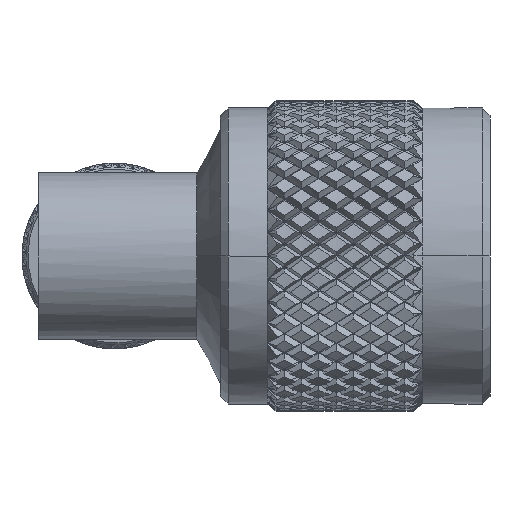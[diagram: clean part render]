
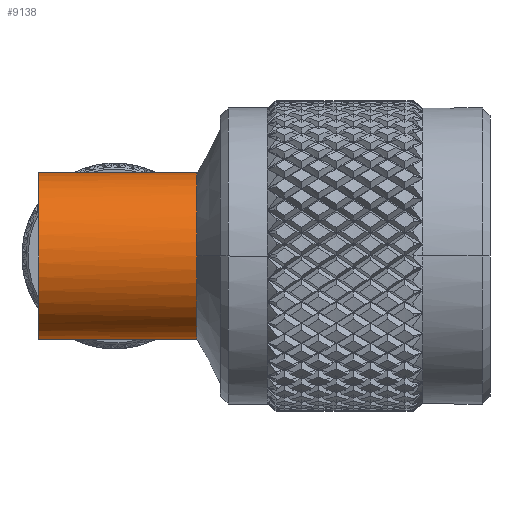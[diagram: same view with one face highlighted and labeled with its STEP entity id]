
A CAD part, left-side view. The second image highlights one B-rep face of the part: STEP entity #9138.
In plain terms, the highlighted cylindrical face has radius 5.395 mm (diameter 10.79 mm), a partial arc.
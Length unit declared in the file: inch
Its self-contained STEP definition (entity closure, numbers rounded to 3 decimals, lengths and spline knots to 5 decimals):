
#955 = EDGE_CURVE ( 'NONE', #12087, #12682, #96589, .T. ) ;
#6369 = VERTEX_POINT ( 'NONE', #112778 ) ;
#9138 = ADVANCED_FACE ( 'NONE', ( #14960 ), #105610, .T. ) ;
#12087 = VERTEX_POINT ( 'NONE', #108803 ) ;
#12106 = EDGE_CURVE ( 'NONE', #87321, #13796, #103399, .T. ) ;
#12682 = VERTEX_POINT ( 'NONE', #143454 ) ;
#13482 = CARTESIAN_POINT ( 'NONE',  ( 0.05962, 0., -0.21241 ) ) ;
#13796 = VERTEX_POINT ( 'NONE', #124771 ) ;
#14128 = AXIS2_PLACEMENT_3D ( 'NONE', #83138, #143545, #72707 ) ;
#14232 = DIRECTION ( 'NONE',  ( 1., 0., 0. ) ) ;
#14960 = FACE_OUTER_BOUND ( 'NONE', #89056, .T. ) ;
#23166 = CARTESIAN_POINT ( 'NONE',  ( 0.46208, 0., 0. ) ) ;
#23273 = EDGE_CURVE ( 'NONE', #6369, #12087, #71143, .T. ) ;
#27372 = ORIENTED_EDGE ( 'NONE', *, *, #955, .T. ) ;
#27613 = DIRECTION ( 'NONE',  ( 0., 0., 1. ) ) ;
#32743 = CARTESIAN_POINT ( 'NONE',  ( 0.05962, 0., 0. ) ) ;
#36018 = DIRECTION ( 'NONE',  ( -1., 0., 0. ) ) ;
#37940 = CARTESIAN_POINT ( 'NONE',  ( 0.05962, -0.13037, 0.16769 ) ) ;
#39684 = VECTOR ( 'NONE', #14232, 39.37008 ) ;
#44080 = DIRECTION ( 'NONE',  ( -1., 0., 0. ) ) ;
#67047 = ORIENTED_EDGE ( 'NONE', *, *, #12106, .F. ) ;
#71143 = LINE ( 'NONE', #87081, #39684 ) ;
#72707 = DIRECTION ( 'NONE',  ( 0., 0., 1. ) ) ;
#83138 = CARTESIAN_POINT ( 'NONE',  ( -5.70743, 0., 0. ) ) ;
#85286 = CIRCLE ( 'NONE', #131139, 0.21241 ) ;
#87081 = CARTESIAN_POINT ( 'NONE',  ( 0.05962, 0.13037, 0.16769 ) ) ;
#87321 = VERTEX_POINT ( 'NONE', #13482 ) ;
#89056 = EDGE_LOOP ( 'NONE', ( #27372, #122596, #67047, #108891, #103211 ) ) ;
#96589 = CIRCLE ( 'NONE', #126400, 0.21241 ) ;
#103211 = ORIENTED_EDGE ( 'NONE', *, *, #23273, .T. ) ;
#103399 = CIRCLE ( 'NONE', #150086, 0.21241 ) ;
#105610 = CYLINDRICAL_SURFACE ( 'NONE', #14128, 0.21241 ) ;
#108803 = CARTESIAN_POINT ( 'NONE',  ( 0.46208, 0.13037, 0.16769 ) ) ;
#108891 = ORIENTED_EDGE ( 'NONE', *, *, #148536, .F. ) ;
#111577 = VECTOR ( 'NONE', #143959, 39.37008 ) ;
#112778 = CARTESIAN_POINT ( 'NONE',  ( 0.05962, 0.13037, 0.16769 ) ) ;
#122596 = ORIENTED_EDGE ( 'NONE', *, *, #144836, .F. ) ;
#124771 = CARTESIAN_POINT ( 'NONE',  ( 0.05962, -0.13037, 0.16769 ) ) ;
#126400 = AXIS2_PLACEMENT_3D ( 'NONE', #23166, #36018, #130625 ) ;
#130625 = DIRECTION ( 'NONE',  ( 0., 0., 1. ) ) ;
#131139 = AXIS2_PLACEMENT_3D ( 'NONE', #32743, #44080, #137667 ) ;
#137667 = DIRECTION ( 'NONE',  ( 0., 0., 1. ) ) ;
#143058 = LINE ( 'NONE', #37940, #111577 ) ;
#143454 = CARTESIAN_POINT ( 'NONE',  ( 0.46208, -0.13037, 0.16769 ) ) ;
#143545 = DIRECTION ( 'NONE',  ( -1., 0., 0. ) ) ;
#143959 = DIRECTION ( 'NONE',  ( 1., 0., 0. ) ) ;
#144836 = EDGE_CURVE ( 'NONE', #13796, #12682, #143058, .T. ) ;
#144993 = CARTESIAN_POINT ( 'NONE',  ( 0.05962, 0., 0. ) ) ;
#146009 = DIRECTION ( 'NONE',  ( -1., 0., 0. ) ) ;
#148536 = EDGE_CURVE ( 'NONE', #6369, #87321, #85286, .T. ) ;
#150086 = AXIS2_PLACEMENT_3D ( 'NONE', #144993, #146009, #27613 ) ;
